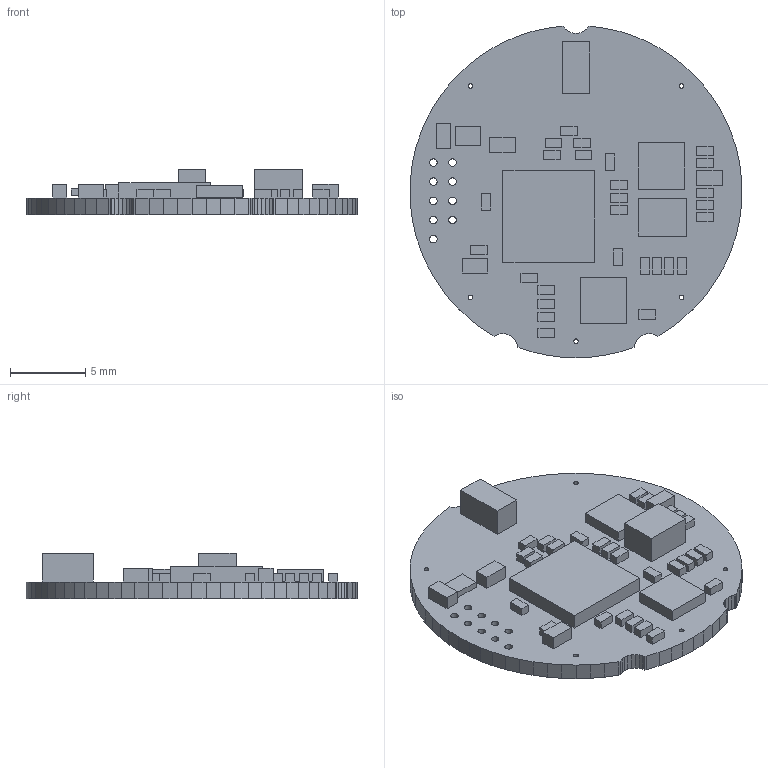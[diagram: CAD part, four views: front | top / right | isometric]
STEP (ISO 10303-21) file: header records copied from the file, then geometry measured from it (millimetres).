
FILE_DESCRIPTION(('Open CASCADE Model'),'2;1');
FILE_NAME('Open CASCADE Shape Model','2015-10-26T17:00:46',('Author'),( 'Open CASCADE'),'Open CASCADE STEP processor 6.5','Open CASCADE 6.5' ,'Unknown');
FILE_SCHEMA(('AUTOMOTIVE_DESIGN { 1 0 10303 214 1 1 1 1 }'));
Length unit declared in the file: millimetre
Products named in the file (59): PCB; Board; U2; 547719696; Extruded; C15; 547735824; C13; 547735440; Y1; 547740176; U1; 547740304; C12; 547735696; C6; U5; 547740688; R11; L2; L1; C19; C18; C17; C16; C10; C9; 547735568; C8; C7; C3; C2; C1; C14; R2; R4; R8; R9; R10; R6 ...
Assembly tree (85 placements, depth 4):
  PCB
    Board
    U2
      547719696
        Extruded
    C15
      547735824
        Extruded
    C13
      547735440
        Extruded
    Y1
      547740176
        Extruded
    U1
      547740304
        Extruded
    C12
      547735696
        Extruded
    C6
      547735696
        Extruded
    U5
      547740688
        Extruded
    R11
      547735696
        Extruded
    L2
      547735696
        Extruded
    L1
      547735696
        Extruded
    C19
      547735696
        Extruded
    C18
      547735696
        Extruded
    C17
      547735824
        Extruded
    C16
      547735696
        Extruded
    C10
      547735696
        Extruded
    C9
      547735568
        Extruded
    C8
      547735696
        Extruded
    C7
      547735696
        Extruded
    C3
Bounding box: 22.02 x 21.99 x 3 mm (x, y, z)
Volume: 509.5 mm3; surface area: 1201.9 mm2
Topology: 38 solids, 38 shells, 338 faces, 786 edges, 524 vertices
Faces by surface type: plane 324, cylinder 14
Full cylindrical faces by diameter (mm): 0.3 x5, 0.5 x9
Entity records: 12842 total; most frequent: CARTESIAN_POINT 2124, DIRECTION 1910, LINE 1330, VECTOR 1330, ORIENTED_EDGE 924, PCURVE 924, DEFINITIONAL_REPRESENTATION 924, EDGE_CURVE 462
